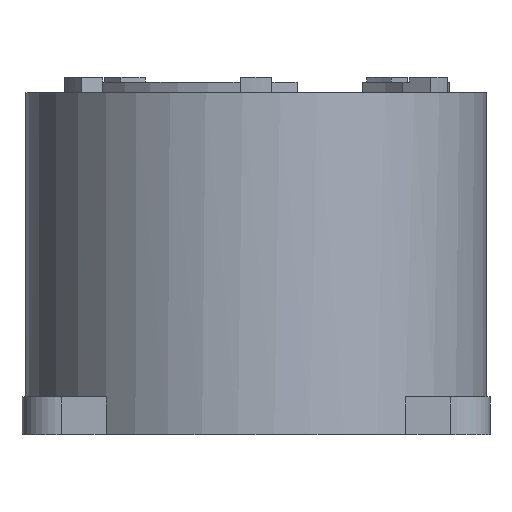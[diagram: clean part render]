
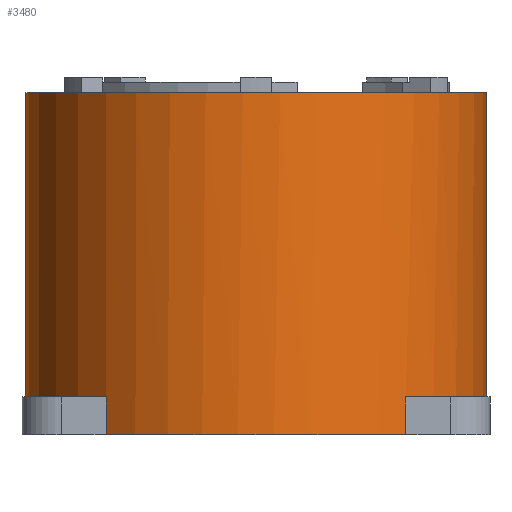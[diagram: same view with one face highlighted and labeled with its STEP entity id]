
A CAD part, front view. The second image highlights one B-rep face of the part: STEP entity #3480.
In plain terms, the highlighted cylindrical face has radius 29 mm (diameter 58 mm), a full revolution.
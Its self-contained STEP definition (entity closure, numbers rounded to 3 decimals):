
#1098=CARTESIAN_POINT('',(29.,0.,-4.13));
#1099=VERTEX_POINT('',#1098);
#1100=CARTESIAN_POINT('',(0.0,0.0,-4.13));
#1101=DIRECTION('',(0.0,0.0,-1.0));
#1102=DIRECTION('',(-1.0,0.0,0.0));
#1103=AXIS2_PLACEMENT_3D('',#1100,#1101,#1102);
#1104=CIRCLE('',#1103,29.);
#1105=EDGE_CURVE('',#1099,#1099,#1104,.T.);
#3001=CARTESIAN_POINT('',(18.894,-22.0,-47.25));
#3002=VERTEX_POINT('',#3001);
#3003=CARTESIAN_POINT('',(18.894,-22.0,-42.5));
#3004=VERTEX_POINT('',#3003);
#3005=CARTESIAN_POINT('',(18.894,-22.0,-47.25));
#3006=DIRECTION('',(0.0,0.0,1.0));
#3007=VECTOR('',#3006,4.75);
#3008=LINE('',#3005,#3007);
#3009=EDGE_CURVE('',#3002,#3004,#3008,.T.);
#3041=CARTESIAN_POINT('',(18.894,22.0,-42.5));
#3042=VERTEX_POINT('',#3041);
#3043=CARTESIAN_POINT('',(0.0,0.0,-42.5));
#3044=DIRECTION('',(0.0,0.0,1.0));
#3045=DIRECTION('',(-1.0,0.0,0.0));
#3046=AXIS2_PLACEMENT_3D('',#3043,#3044,#3045);
#3047=CIRCLE('',#3046,29.);
#3048=EDGE_CURVE('',#3004,#3042,#3047,.T.);
#3097=CARTESIAN_POINT('',(-18.894,22.0,-42.5));
#3098=VERTEX_POINT('',#3097);
#3099=CARTESIAN_POINT('',(-18.894,-22.0,-42.5));
#3100=VERTEX_POINT('',#3099);
#3101=CARTESIAN_POINT('',(0.0,0.0,-42.5));
#3102=DIRECTION('',(0.0,0.0,1.0));
#3103=DIRECTION('',(-1.0,0.0,0.0));
#3104=AXIS2_PLACEMENT_3D('',#3101,#3102,#3103);
#3105=CIRCLE('',#3104,29.);
#3106=EDGE_CURVE('',#3098,#3100,#3105,.T.);
#3162=CARTESIAN_POINT('',(18.894,22.0,-47.25));
#3163=VERTEX_POINT('',#3162);
#3164=CARTESIAN_POINT('',(18.894,22.0,-42.5));
#3165=DIRECTION('',(0.0,0.0,-1.0));
#3166=VECTOR('',#3165,4.75);
#3167=LINE('',#3164,#3166);
#3168=EDGE_CURVE('',#3042,#3163,#3167,.T.);
#3193=CARTESIAN_POINT('',(-18.894,22.0,-47.25));
#3194=VERTEX_POINT('',#3193);
#3195=CARTESIAN_POINT('',(-18.894,22.0,-47.25));
#3196=DIRECTION('',(0.0,0.0,1.0));
#3197=VECTOR('',#3196,4.75);
#3198=LINE('',#3195,#3197);
#3199=EDGE_CURVE('',#3194,#3098,#3198,.T.);
#3249=CARTESIAN_POINT('',(-18.894,-22.0,-47.25));
#3250=VERTEX_POINT('',#3249);
#3251=CARTESIAN_POINT('',(-18.894,-22.0,-42.5));
#3252=DIRECTION('',(0.0,0.0,-1.0));
#3253=VECTOR('',#3252,4.75);
#3254=LINE('',#3251,#3253);
#3255=EDGE_CURVE('',#3100,#3250,#3254,.T.);
#3389=CARTESIAN_POINT('',(0.0,0.0,-47.25));
#3390=DIRECTION('',(0.0,0.0,-1.0));
#3391=DIRECTION('',(-1.0,0.0,0.0));
#3392=AXIS2_PLACEMENT_3D('',#3389,#3390,#3391);
#3393=CIRCLE('',#3392,29.);
#3394=EDGE_CURVE('',#3002,#3250,#3393,.T.);
#3401=CARTESIAN_POINT('',(0.0,0.0,-47.25));
#3402=DIRECTION('',(0.0,0.0,-1.0));
#3403=DIRECTION('',(-1.0,0.0,0.0));
#3404=AXIS2_PLACEMENT_3D('',#3401,#3402,#3403);
#3405=CIRCLE('',#3404,29.);
#3406=EDGE_CURVE('',#3194,#3163,#3405,.T.);
#3462=CARTESIAN_POINT('',(0.0,0.0,-4.13));
#3463=DIRECTION('',(0.0,0.0,-1.0));
#3464=DIRECTION('',(-1.0,0.0,0.0));
#3465=AXIS2_PLACEMENT_3D('',#3462,#3463,#3464);
#3466=CYLINDRICAL_SURFACE('',#3465,29.);
#3467=ORIENTED_EDGE('',*,*,#3255,.T.);
#3468=ORIENTED_EDGE('',*,*,#3394,.F.);
#3469=ORIENTED_EDGE('',*,*,#3009,.T.);
#3470=ORIENTED_EDGE('',*,*,#3048,.T.);
#3471=ORIENTED_EDGE('',*,*,#3168,.T.);
#3472=ORIENTED_EDGE('',*,*,#3406,.F.);
#3473=ORIENTED_EDGE('',*,*,#3199,.T.);
#3474=ORIENTED_EDGE('',*,*,#3106,.T.);
#3475=EDGE_LOOP('',(#3467,#3468,#3469,#3470,#3471,#3472,#3473,#3474));
#3476=FACE_OUTER_BOUND('',#3475,.T.);
#3477=ORIENTED_EDGE('',*,*,#1105,.T.);
#3478=EDGE_LOOP('',(#3477));
#3479=FACE_BOUND('',#3478,.T.);
#3480=ADVANCED_FACE('',(#3476,#3479),#3466,.T.);
